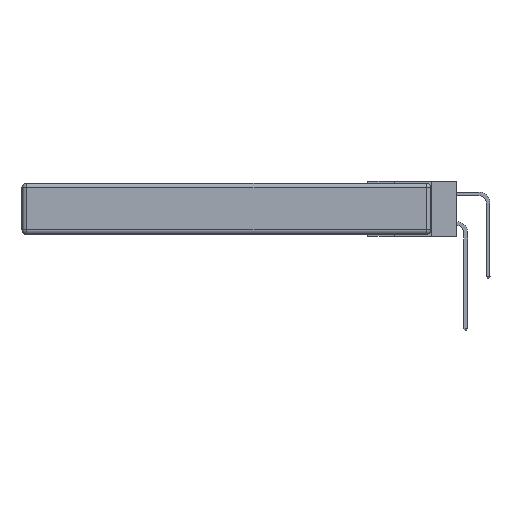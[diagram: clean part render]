
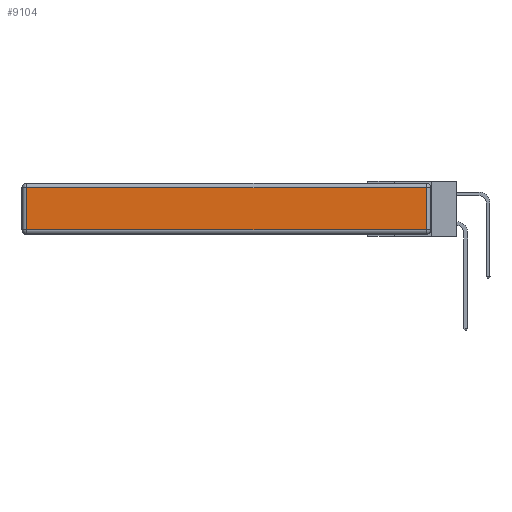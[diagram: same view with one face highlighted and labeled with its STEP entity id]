
A CAD part, left-side view. The second image highlights one B-rep face of the part: STEP entity #9104.
In plain terms, the highlighted planar face has unit normal (-1, 0, 0).
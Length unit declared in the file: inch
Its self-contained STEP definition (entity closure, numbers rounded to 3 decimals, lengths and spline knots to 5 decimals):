
#355 = EDGE_CURVE ( 'NONE', #4555, #19935, #27717, .T. ) ;
#2111 = CARTESIAN_POINT ( 'NONE',  ( 0., 0.03, -0.343 ) ) ;
#2201 = AXIS2_PLACEMENT_3D ( 'NONE', #32145, #24482, #8452 ) ;
#3287 = CARTESIAN_POINT ( 'NONE',  ( 0., 0.03, -0.03 ) ) ;
#3851 = VERTEX_POINT ( 'NONE', #15909 ) ;
#4555 = VERTEX_POINT ( 'NONE', #17097 ) ;
#5684 = PLANE ( 'NONE',  #2201 ) ;
#6222 = LINE ( 'NONE', #30282, #19553 ) ;
#6305 = LINE ( 'NONE', #33406, #13415 ) ;
#7208 = EDGE_LOOP ( 'NONE', ( #12516, #26699, #20250, #26277 ) ) ;
#7834 = DIRECTION ( 'NONE',  ( 0., 0., -1. ) ) ;
#8452 = DIRECTION ( 'NONE',  ( 0., 0., 1. ) ) ;
#9104 = ADVANCED_FACE ( 'NONE', ( #15920 ), #5684, .T. ) ;
#10561 = VECTOR ( 'NONE', #7834, 39.37008 ) ;
#12429 = DIRECTION ( 'NONE',  ( 0., 0., 1. ) ) ;
#12516 = ORIENTED_EDGE ( 'NONE', *, *, #14482, .T. ) ;
#13415 = VECTOR ( 'NONE', #30930, 39.37008 ) ;
#14482 = EDGE_CURVE ( 'NONE', #3851, #4555, #6305, .T. ) ;
#14597 = VERTEX_POINT ( 'NONE', #17988 ) ;
#15909 = CARTESIAN_POINT ( 'NONE',  ( 0., 2.72, -0.313 ) ) ;
#15920 = FACE_OUTER_BOUND ( 'NONE', #7208, .T. ) ;
#15959 = VECTOR ( 'NONE', #12429, 39.37008 ) ;
#17097 = CARTESIAN_POINT ( 'NONE',  ( 0., 0.03, -0.313 ) ) ;
#17988 = CARTESIAN_POINT ( 'NONE',  ( 0., 2.72, -0.03 ) ) ;
#19553 = VECTOR ( 'NONE', #28026, 39.37008 ) ;
#19935 = VERTEX_POINT ( 'NONE', #3287 ) ;
#20250 = ORIENTED_EDGE ( 'NONE', *, *, #28878, .T. ) ;
#21495 = CARTESIAN_POINT ( 'NONE',  ( 0., 2.72, -0.343 ) ) ;
#24364 = EDGE_CURVE ( 'NONE', #14597, #3851, #31927, .T. ) ;
#24482 = DIRECTION ( 'NONE',  ( -1., 0., 0. ) ) ;
#26277 = ORIENTED_EDGE ( 'NONE', *, *, #24364, .T. ) ;
#26699 = ORIENTED_EDGE ( 'NONE', *, *, #355, .T. ) ;
#27717 = LINE ( 'NONE', #2111, #15959 ) ;
#28026 = DIRECTION ( 'NONE',  ( 0., 1., 0. ) ) ;
#28878 = EDGE_CURVE ( 'NONE', #19935, #14597, #6222, .T. ) ;
#30282 = CARTESIAN_POINT ( 'NONE',  ( 0., 2.75, -0.03 ) ) ;
#30930 = DIRECTION ( 'NONE',  ( 0., -1., 0. ) ) ;
#31927 = LINE ( 'NONE', #21495, #10561 ) ;
#32145 = CARTESIAN_POINT ( 'NONE',  ( 0., 0., -0.343 ) ) ;
#33406 = CARTESIAN_POINT ( 'NONE',  ( 0., 0., -0.313 ) ) ;
